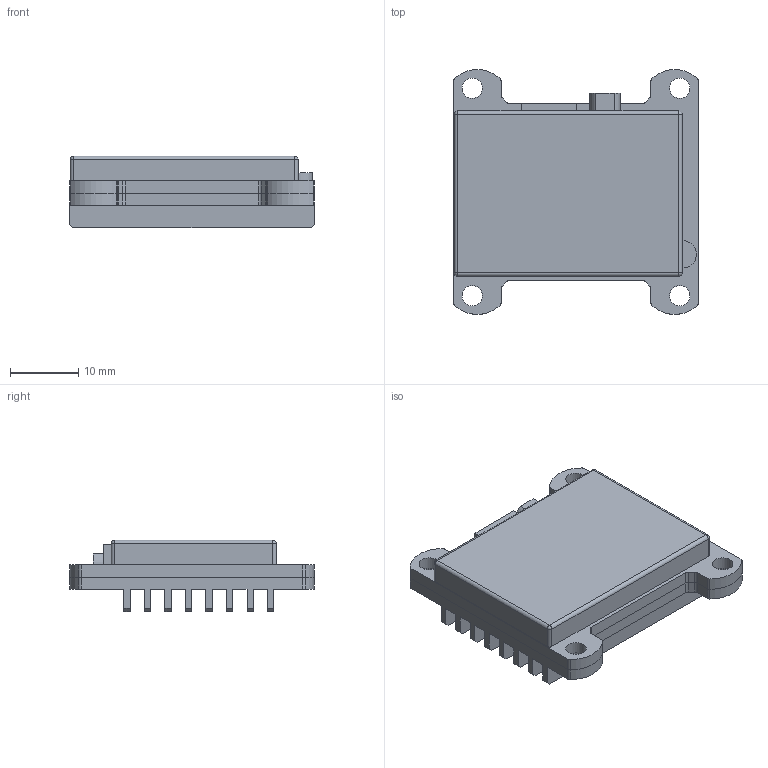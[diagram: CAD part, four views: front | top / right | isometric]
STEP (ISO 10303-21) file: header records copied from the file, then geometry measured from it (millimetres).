
FILE_DESCRIPTION(/* description */ (''),/* implementation_level */ '2;1');
FILE_NAME(/* name */ 'AKK Race Ranger v4.step',/* time_stamp */ '2020-01-02T19:16:18+01:00',/* author */ (''),/* organization */ (''),/* preprocessor_version */ 'ST-DEVELOPER v18',/* originating_system */ 'Autodesk Translation Framework v8.12.0.6',/* authorisation */ '');
FILE_SCHEMA (('AUTOMOTIVE_DESIGN { 1 0 10303 214 3 1 1 }'));
Length unit declared in the file: millimetre
Products named in the file (1): AKK Race Ranger
Bounding box: 36 x 35.97 x 10.5 mm (x, y, z)
Volume: 7223.5 mm3; surface area: 9154.5 mm2
Topology: 6 solids, 6 shells, 185 faces, 498 edges, 327 vertices
Faces by surface type: plane 118, cylinder 63, sphere 4
Full cylindrical faces by diameter (mm): 2.8 x1, 3 x8, 4 x1
Entity records: 5880 total; most frequent: CARTESIAN_POINT 1011, ORIENTED_EDGE 996, DIRECTION 996, EDGE_CURVE 498, LINE 372, VECTOR 372, VERTEX_POINT 327, AXIS2_PLACEMENT_3D 312
